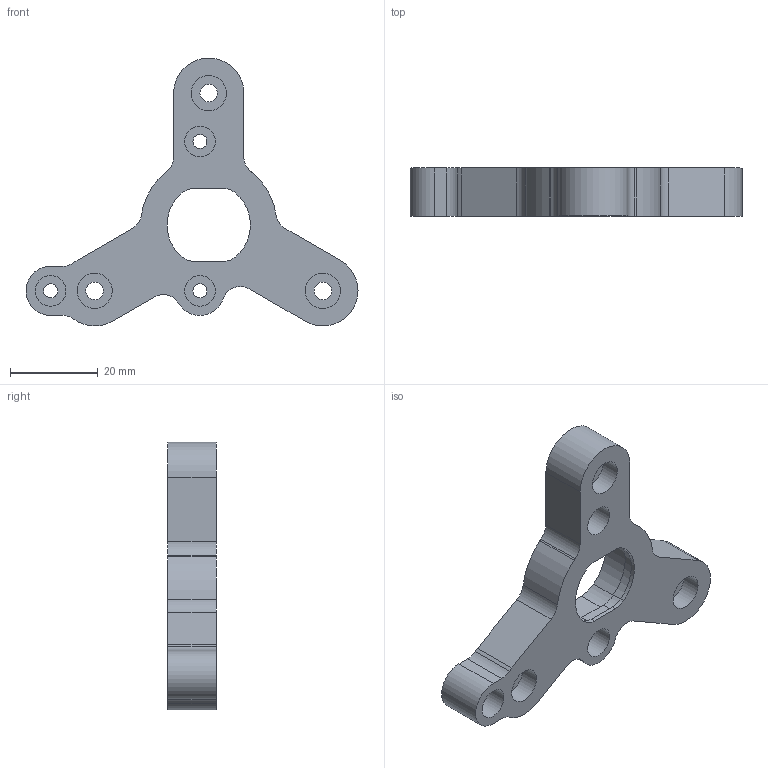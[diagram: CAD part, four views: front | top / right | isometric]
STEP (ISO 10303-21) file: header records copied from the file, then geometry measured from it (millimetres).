
FILE_DESCRIPTION(/* description */ (''),/* implementation_level */ '2;1');
FILE_NAME(/* name */ 'PR-TC-HERMES-KINEMATIC-BRACKET.step',/* time_stamp */ '2019-11-28T09:54:06+00:00',/* author */ (''),/* organization */ (''),/* preprocessor_version */ 'ST-DEVELOPER v18',/* originating_system */ 'Autodesk Translation Framework v8.12.0.6',/* authorisation */ '');
FILE_SCHEMA (('AUTOMOTIVE_DESIGN { 1 0 10303 214 3 1 1 }'));
Length unit declared in the file: millimetre
Products named in the file (2): PR-TC-HERMES-KINEMATIC-BRACKET; TC-HERMES-KINEMATIC-BRACKET
Assembly tree (1 placements, depth 2):
  PR-TC-HERMES-KINEMATIC-BRACKET
    TC-HERMES-KINEMATIC-BRACKET
Bounding box: 75.58 x 11 x 61 mm (x, y, z)
Volume: 13973.1 mm3; surface area: 8286 mm2
Topology: 1 solids, 1 shells, 91 faces, 237 edges, 158 vertices
Faces by surface type: cylinder 61, plane 30
Full cylindrical faces by diameter (mm): 3.2 x3, 4 x3, 7 x3, 8 x3
Entity records: 2950 total; most frequent: DIRECTION 549, CARTESIAN_POINT 490, ORIENTED_EDGE 474, EDGE_CURVE 237, AXIS2_PLACEMENT_3D 217, VERTEX_POINT 158, CIRCLE 122, EDGE_LOOP 115
